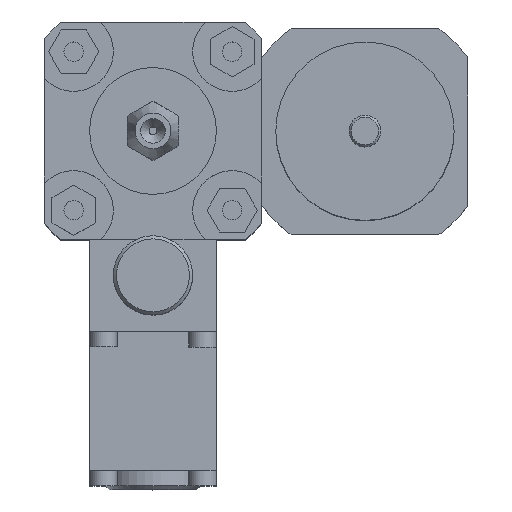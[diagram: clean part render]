
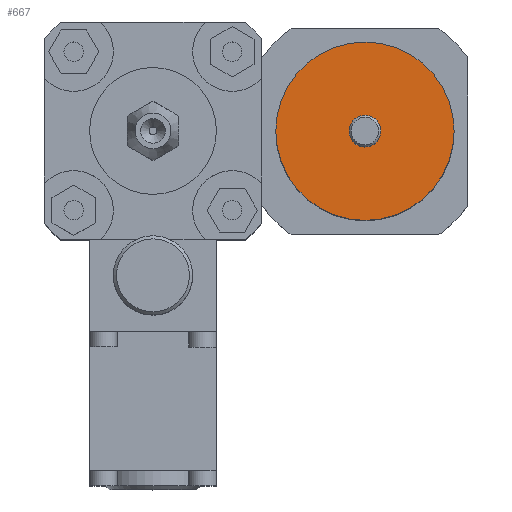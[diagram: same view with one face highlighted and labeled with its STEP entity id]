
A CAD part, top view. The second image highlights one B-rep face of the part: STEP entity #667.
In plain terms, the highlighted planar face has unit normal (0, 0, 1).
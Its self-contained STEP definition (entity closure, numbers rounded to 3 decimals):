
#633=CARTESIAN_POINT('',(53.5,-22.5,71.0));
#634=VERTEX_POINT('',#633);
#635=CARTESIAN_POINT('',(53.5,0.,71.0));
#636=DIRECTION('',(0.0,0.0,1.0));
#637=DIRECTION('',(0.0,-1.0,0.0));
#638=AXIS2_PLACEMENT_3D('',#635,#636,#637);
#639=CIRCLE('',#638,22.5);
#640=EDGE_CURVE('',#634,#634,#639,.T.);
#648=CARTESIAN_POINT('',(53.5,-13.25,71.0));
#649=DIRECTION('',(0.0,0.0,1.0));
#650=DIRECTION('',(1.0,0.0,0.0));
#651=AXIS2_PLACEMENT_3D('',#648,#649,#650);
#652=PLANE('',#651);
#653=ORIENTED_EDGE('',*,*,#640,.T.);
#654=EDGE_LOOP('',(#653));
#655=FACE_OUTER_BOUND('',#654,.T.);
#656=CARTESIAN_POINT('',(53.5,-4.,71.0));
#657=VERTEX_POINT('',#656);
#658=CARTESIAN_POINT('',(53.5,0.,71.0));
#659=DIRECTION('',(0.0,0.0,1.0));
#660=DIRECTION('',(0.0,-1.0,0.0));
#661=AXIS2_PLACEMENT_3D('',#658,#659,#660);
#662=CIRCLE('',#661,4.);
#663=EDGE_CURVE('',#657,#657,#662,.T.);
#664=ORIENTED_EDGE('',*,*,#663,.F.);
#665=EDGE_LOOP('',(#664));
#666=FACE_BOUND('',#665,.T.);
#667=ADVANCED_FACE('',(#655,#666),#652,.T.);
